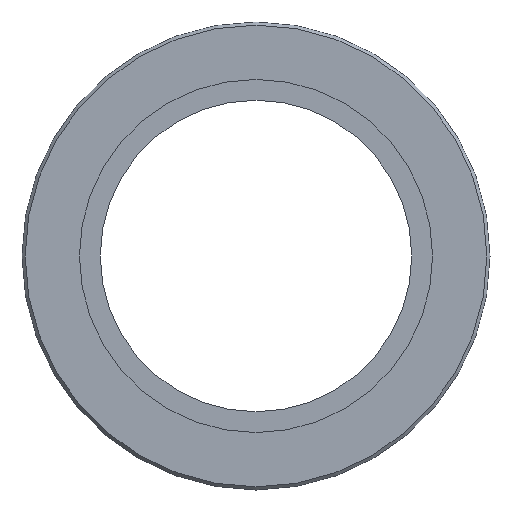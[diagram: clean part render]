
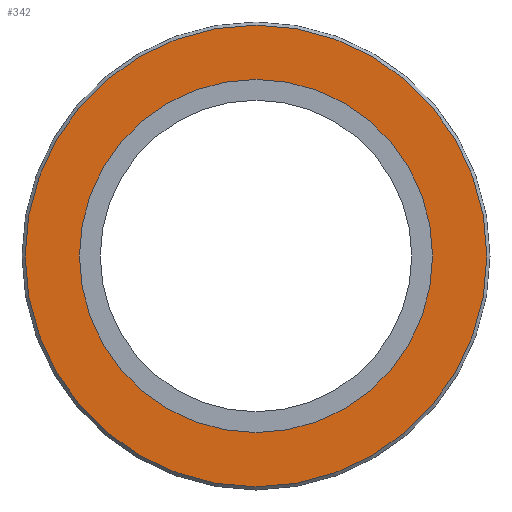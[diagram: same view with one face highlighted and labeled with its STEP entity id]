
A CAD part, front view. The second image highlights one B-rep face of the part: STEP entity #342.
In plain terms, the highlighted planar face has unit normal (0, -1, 0).
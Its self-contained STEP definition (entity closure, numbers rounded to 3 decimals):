
#18=FACE_BOUND('',#79,.T.);
#24=PLANE('',#418);
#53=FACE_OUTER_BOUND('',#78,.T.);
#78=EDGE_LOOP('',(#295));
#79=EDGE_LOOP('',(#296));
#141=CIRCLE('',#417,54.25);
#142=CIRCLE('',#419,41.5);
#174=VERTEX_POINT('',#640);
#175=VERTEX_POINT('',#644);
#217=EDGE_CURVE('',#174,#174,#141,.T.);
#218=EDGE_CURVE('',#175,#175,#142,.T.);
#295=ORIENTED_EDGE('',*,*,#217,.F.);
#296=ORIENTED_EDGE('',*,*,#218,.T.);
#342=ADVANCED_FACE('',(#53,#18),#24,.T.);
#417=AXIS2_PLACEMENT_3D('',#642,#529,#530);
#418=AXIS2_PLACEMENT_3D('',#643,#531,#532);
#419=AXIS2_PLACEMENT_3D('',#645,#533,#534);
#529=DIRECTION('center_axis',(0.,1.,0.));
#530=DIRECTION('ref_axis',(1.,0.,0.));
#531=DIRECTION('center_axis',(0.,-1.,0.));
#532=DIRECTION('ref_axis',(0.,0.,-1.));
#533=DIRECTION('center_axis',(0.,1.,0.));
#534=DIRECTION('ref_axis',(1.,0.,0.));
#640=CARTESIAN_POINT('',(-54.25,0.,0.));
#642=CARTESIAN_POINT('Origin',(0.,0.,0.));
#643=CARTESIAN_POINT('Origin',(-55.,0.,0.));
#644=CARTESIAN_POINT('',(41.5,0.,0.));
#645=CARTESIAN_POINT('Origin',(0.,0.,0.));
